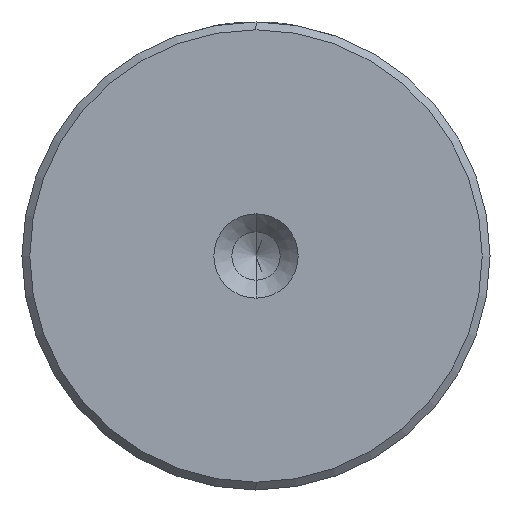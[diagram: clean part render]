
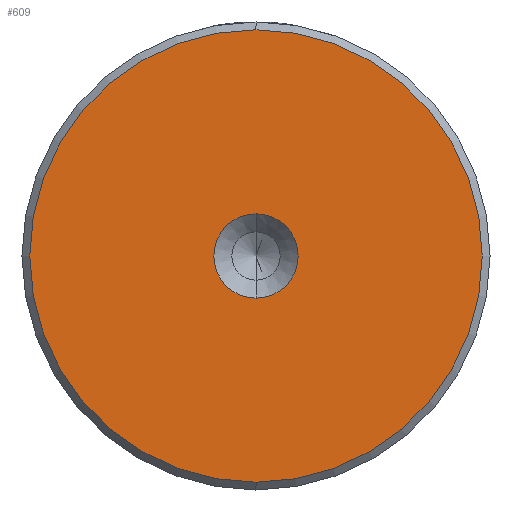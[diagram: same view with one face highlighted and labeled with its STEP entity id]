
A CAD part, left-side view. The second image highlights one B-rep face of the part: STEP entity #609.
In plain terms, the highlighted planar face has unit normal (-1, 0, 0).
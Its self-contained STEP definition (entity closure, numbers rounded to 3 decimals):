
#73 = CIRCLE ( 'NONE', #780, 14.5 ) ;
#133 = CARTESIAN_POINT ( 'NONE',  ( 0., 0., 2.7 ) ) ;
#155 = DIRECTION ( 'NONE',  ( -1., 0., 0. ) ) ;
#160 = CARTESIAN_POINT ( 'NONE',  ( 0., 0., -2.7 ) ) ;
#186 = EDGE_LOOP ( 'NONE', ( #1279, #1620 ) ) ;
#454 = CARTESIAN_POINT ( 'NONE',  ( 0., 0., 0. ) ) ;
#609 = ADVANCED_FACE ( 'NONE', ( #1792, #1330 ), #857, .T. ) ;
#639 = DIRECTION ( 'NONE',  ( 0., 0., 1. ) ) ;
#729 = CIRCLE ( 'NONE', #1028, 14.5 ) ;
#757 = CIRCLE ( 'NONE', #1540, 2.7 ) ;
#780 = AXIS2_PLACEMENT_3D ( 'NONE', #1989, #1661, #2199 ) ;
#825 = CARTESIAN_POINT ( 'NONE',  ( 0., 0., 14.5 ) ) ;
#833 = CARTESIAN_POINT ( 'NONE',  ( 0., 0., 0. ) ) ;
#857 = PLANE ( 'NONE',  #1312 ) ;
#864 = EDGE_CURVE ( 'NONE', #1466, #1026, #73, .T. ) ;
#874 = ORIENTED_EDGE ( 'NONE', *, *, #864, .T. ) ;
#1012 = DIRECTION ( 'NONE',  ( 0., 0., 1. ) ) ;
#1022 = VERTEX_POINT ( 'NONE', #133 ) ;
#1026 = VERTEX_POINT ( 'NONE', #1231 ) ;
#1028 = AXIS2_PLACEMENT_3D ( 'NONE', #1244, #155, #1415 ) ;
#1126 = ORIENTED_EDGE ( 'NONE', *, *, #1224, .T. ) ;
#1181 = AXIS2_PLACEMENT_3D ( 'NONE', #454, #1701, #639 ) ;
#1224 = EDGE_CURVE ( 'NONE', #1026, #1466, #729, .T. ) ;
#1231 = CARTESIAN_POINT ( 'NONE',  ( 0., 0., -14.5 ) ) ;
#1244 = CARTESIAN_POINT ( 'NONE',  ( 0., 0., 0. ) ) ;
#1279 = ORIENTED_EDGE ( 'NONE', *, *, #2160, .F. ) ;
#1290 = CIRCLE ( 'NONE', #1181, 2.7 ) ;
#1312 = AXIS2_PLACEMENT_3D ( 'NONE', #2256, #2247, #2234 ) ;
#1330 = FACE_BOUND ( 'NONE', #186, .T. ) ;
#1415 = DIRECTION ( 'NONE',  ( 0., 0., 1. ) ) ;
#1466 = VERTEX_POINT ( 'NONE', #825 ) ;
#1498 = EDGE_CURVE ( 'NONE', #1725, #1022, #757, .T. ) ;
#1540 = AXIS2_PLACEMENT_3D ( 'NONE', #833, #2050, #1012 ) ;
#1620 = ORIENTED_EDGE ( 'NONE', *, *, #1498, .F. ) ;
#1661 = DIRECTION ( 'NONE',  ( -1., 0., 0. ) ) ;
#1701 = DIRECTION ( 'NONE',  ( -1., 0., 0. ) ) ;
#1725 = VERTEX_POINT ( 'NONE', #160 ) ;
#1792 = FACE_OUTER_BOUND ( 'NONE', #1825, .T. ) ;
#1825 = EDGE_LOOP ( 'NONE', ( #1126, #874 ) ) ;
#1989 = CARTESIAN_POINT ( 'NONE',  ( 0., 0., 0. ) ) ;
#2050 = DIRECTION ( 'NONE',  ( -1., 0., 0. ) ) ;
#2160 = EDGE_CURVE ( 'NONE', #1022, #1725, #1290, .T. ) ;
#2199 = DIRECTION ( 'NONE',  ( 0., 0., 1. ) ) ;
#2234 = DIRECTION ( 'NONE',  ( 0., 0., 1. ) ) ;
#2247 = DIRECTION ( 'NONE',  ( -1., 0., 0. ) ) ;
#2256 = CARTESIAN_POINT ( 'NONE',  ( 0., 0., 0. ) ) ;
